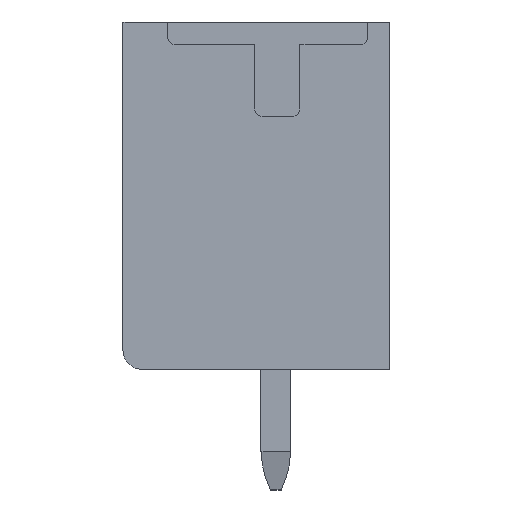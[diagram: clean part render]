
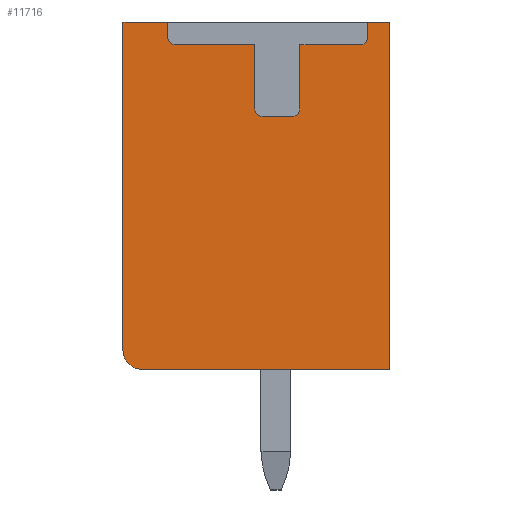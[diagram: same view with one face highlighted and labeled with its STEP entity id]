
A CAD part, left-side view. The second image highlights one B-rep face of the part: STEP entity #11716.
In plain terms, the highlighted planar face has unit normal (-1, 0, 0).
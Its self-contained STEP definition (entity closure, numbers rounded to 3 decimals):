
#10531=AXIS2_PLACEMENT_3D('Circle Axis2P3D',#10529,#10530,$) ;
#10713=AXIS2_PLACEMENT_3D('Circle Axis2P3D',#10711,#10712,$) ;
#10761=AXIS2_PLACEMENT_3D('Circle Axis2P3D',#10759,#10760,$) ;
#10828=AXIS2_PLACEMENT_3D('Circle Axis2P3D',#10826,#10827,$) ;
#11690=AXIS2_PLACEMENT_3D('Plane Axis2P3D',#11687,#11688,#11689) ;
#11694=AXIS2_PLACEMENT_3D('Circle Axis2P3D',#11692,#11693,$) ;
#388=CARTESIAN_POINT('Vertex',(0.3,0.,12.4)) ;
#391=CARTESIAN_POINT('Line Origine',(0.3,0.,7.8)) ;
#395=CARTESIAN_POINT('Vertex',(0.3,0.,3.2)) ;
#3701=CARTESIAN_POINT('Line Origine',(0.3,3.275,3.2)) ;
#3705=CARTESIAN_POINT('Vertex',(0.3,6.55,3.2)) ;
#4930=CARTESIAN_POINT('Vertex',(0.3,0.56,12.4)) ;
#4935=CARTESIAN_POINT('Line Origine',(0.3,0.28,12.4)) ;
#4979=CARTESIAN_POINT('Vertex',(0.3,7.05,12.4)) ;
#4982=CARTESIAN_POINT('Line Origine',(0.3,6.455,12.4)) ;
#4986=CARTESIAN_POINT('Vertex',(0.3,5.86,12.4)) ;
#10524=CARTESIAN_POINT('Vertex',(0.3,5.86,12.)) ;
#10529=CARTESIAN_POINT('Axis2P3D Location',(0.3,5.66,12.)) ;
#10533=CARTESIAN_POINT('Vertex',(0.3,5.66,11.8)) ;
#10560=CARTESIAN_POINT('Line Origine',(0.3,5.86,12.2)) ;
#10582=CARTESIAN_POINT('Line Origine',(0.3,4.61,11.8)) ;
#10586=CARTESIAN_POINT('Vertex',(0.3,3.56,11.8)) ;
#10687=CARTESIAN_POINT('Line Origine',(0.3,3.56,10.95)) ;
#10691=CARTESIAN_POINT('Vertex',(0.3,3.56,10.1)) ;
#10711=CARTESIAN_POINT('Axis2P3D Location',(0.3,3.36,10.1)) ;
#10715=CARTESIAN_POINT('Vertex',(0.3,3.36,9.9)) ;
#10735=CARTESIAN_POINT('Line Origine',(0.3,2.96,9.9)) ;
#10739=CARTESIAN_POINT('Vertex',(0.3,2.56,9.9)) ;
#10759=CARTESIAN_POINT('Axis2P3D Location',(0.3,2.56,10.1)) ;
#10763=CARTESIAN_POINT('Vertex',(0.3,2.36,10.1)) ;
#10783=CARTESIAN_POINT('Line Origine',(0.3,2.36,10.95)) ;
#10787=CARTESIAN_POINT('Vertex',(0.3,2.36,11.8)) ;
#10802=CARTESIAN_POINT('Line Origine',(0.3,1.56,11.8)) ;
#10806=CARTESIAN_POINT('Vertex',(0.3,0.76,11.8)) ;
#10826=CARTESIAN_POINT('Axis2P3D Location',(0.3,0.76,12.)) ;
#10830=CARTESIAN_POINT('Vertex',(0.3,0.56,12.)) ;
#10850=CARTESIAN_POINT('Line Origine',(0.3,0.56,12.2)) ;
#11672=CARTESIAN_POINT('Vertex',(0.3,7.05,3.7)) ;
#11675=CARTESIAN_POINT('Line Origine',(0.3,7.05,8.05)) ;
#11687=CARTESIAN_POINT('Axis2P3D Location',(0.3,0.,0.)) ;
#11692=CARTESIAN_POINT('Axis2P3D Location',(0.3,6.55,3.7)) ;
#392=DIRECTION('Vector Direction',(0.,0.,-1.)) ;
#3702=DIRECTION('Vector Direction',(0.,1.,0.)) ;
#4936=DIRECTION('Vector Direction',(0.,-1.,0.)) ;
#4983=DIRECTION('Vector Direction',(0.,-1.,0.)) ;
#10530=DIRECTION('Axis2P3D Direction',(-1.,0.,0.)) ;
#10561=DIRECTION('Vector Direction',(0.,0.,1.)) ;
#10583=DIRECTION('Vector Direction',(0.,1.,0.)) ;
#10688=DIRECTION('Vector Direction',(0.,0.,1.)) ;
#10712=DIRECTION('Axis2P3D Direction',(-1.,0.,0.)) ;
#10736=DIRECTION('Vector Direction',(0.,1.,0.)) ;
#10760=DIRECTION('Axis2P3D Direction',(-1.,0.,0.)) ;
#10784=DIRECTION('Vector Direction',(0.,0.,-1.)) ;
#10803=DIRECTION('Vector Direction',(0.,1.,0.)) ;
#10827=DIRECTION('Axis2P3D Direction',(-1.,0.,0.)) ;
#10851=DIRECTION('Vector Direction',(0.,0.,-1.)) ;
#11676=DIRECTION('Vector Direction',(0.,0.,1.)) ;
#11688=DIRECTION('Axis2P3D Direction',(-1.,0.,0.)) ;
#11689=DIRECTION('Axis2P3D XDirection',(0.,-1.,0.)) ;
#11693=DIRECTION('Axis2P3D Direction',(-1.,0.,0.)) ;
#393=VECTOR('Line Direction',#392,1.) ;
#3703=VECTOR('Line Direction',#3702,1.) ;
#4937=VECTOR('Line Direction',#4936,1.) ;
#4984=VECTOR('Line Direction',#4983,1.) ;
#10562=VECTOR('Line Direction',#10561,1.) ;
#10584=VECTOR('Line Direction',#10583,1.) ;
#10689=VECTOR('Line Direction',#10688,1.) ;
#10737=VECTOR('Line Direction',#10736,1.) ;
#10785=VECTOR('Line Direction',#10784,1.) ;
#10804=VECTOR('Line Direction',#10803,1.) ;
#10852=VECTOR('Line Direction',#10851,1.) ;
#11677=VECTOR('Line Direction',#11676,1.) ;
#11698=ORIENTED_EDGE('',*,*,#4988,.T.) ;
#11699=ORIENTED_EDGE('',*,*,#11679,.T.) ;
#11700=ORIENTED_EDGE('',*,*,#11696,.T.) ;
#11701=ORIENTED_EDGE('',*,*,#3707,.T.) ;
#11702=ORIENTED_EDGE('',*,*,#397,.T.) ;
#11703=ORIENTED_EDGE('',*,*,#4939,.T.) ;
#11704=ORIENTED_EDGE('',*,*,#10854,.F.) ;
#11705=ORIENTED_EDGE('',*,*,#10832,.F.) ;
#11706=ORIENTED_EDGE('',*,*,#10808,.F.) ;
#11707=ORIENTED_EDGE('',*,*,#10789,.F.) ;
#11708=ORIENTED_EDGE('',*,*,#10765,.F.) ;
#11709=ORIENTED_EDGE('',*,*,#10741,.F.) ;
#11710=ORIENTED_EDGE('',*,*,#10717,.F.) ;
#11711=ORIENTED_EDGE('',*,*,#10693,.F.) ;
#11712=ORIENTED_EDGE('',*,*,#10588,.F.) ;
#11713=ORIENTED_EDGE('',*,*,#10535,.F.) ;
#11714=ORIENTED_EDGE('',*,*,#10564,.F.) ;
#11716=ADVANCED_FACE('HOUSING',(#11715),#11691,.T.) ;
#10532=CIRCLE('generated circle',#10531,0.2) ;
#10714=CIRCLE('generated circle',#10713,0.2) ;
#10762=CIRCLE('generated circle',#10761,0.2) ;
#10829=CIRCLE('generated circle',#10828,0.2) ;
#11695=CIRCLE('generated circle',#11694,0.5) ;
#397=EDGE_CURVE('',#396,#389,#394,.F.) ;
#3707=EDGE_CURVE('',#3706,#396,#3704,.F.) ;
#4939=EDGE_CURVE('',#389,#4931,#4938,.F.) ;
#4988=EDGE_CURVE('',#4987,#4980,#4985,.F.) ;
#10535=EDGE_CURVE('',#10525,#10534,#10532,.T.) ;
#10564=EDGE_CURVE('',#4987,#10525,#10563,.F.) ;
#10588=EDGE_CURVE('',#10534,#10587,#10585,.F.) ;
#10693=EDGE_CURVE('',#10587,#10692,#10690,.F.) ;
#10717=EDGE_CURVE('',#10692,#10716,#10714,.T.) ;
#10741=EDGE_CURVE('',#10716,#10740,#10738,.F.) ;
#10765=EDGE_CURVE('',#10740,#10764,#10762,.T.) ;
#10789=EDGE_CURVE('',#10764,#10788,#10786,.F.) ;
#10808=EDGE_CURVE('',#10788,#10807,#10805,.F.) ;
#10832=EDGE_CURVE('',#10807,#10831,#10829,.T.) ;
#10854=EDGE_CURVE('',#10831,#4931,#10853,.F.) ;
#11679=EDGE_CURVE('',#4980,#11673,#11678,.F.) ;
#11696=EDGE_CURVE('',#11673,#3706,#11695,.T.) ;
#11697=EDGE_LOOP('',(#11698,#11699,#11700,#11701,#11702,#11703,#11704,#11705,#11706,#11707,#11708,#11709,#11710,#11711,#11712,#11713,#11714)) ;
#11715=FACE_OUTER_BOUND('',#11697,.T.) ;
#394=LINE('Line',#391,#393) ;
#3704=LINE('Line',#3701,#3703) ;
#4938=LINE('Line',#4935,#4937) ;
#4985=LINE('Line',#4982,#4984) ;
#10563=LINE('Line',#10560,#10562) ;
#10585=LINE('Line',#10582,#10584) ;
#10690=LINE('Line',#10687,#10689) ;
#10738=LINE('Line',#10735,#10737) ;
#10786=LINE('Line',#10783,#10785) ;
#10805=LINE('Line',#10802,#10804) ;
#10853=LINE('Line',#10850,#10852) ;
#11678=LINE('Line',#11675,#11677) ;
#11691=PLANE('',#11690) ;
#389=VERTEX_POINT('',#388) ;
#396=VERTEX_POINT('',#395) ;
#3706=VERTEX_POINT('',#3705) ;
#4931=VERTEX_POINT('',#4930) ;
#4980=VERTEX_POINT('',#4979) ;
#4987=VERTEX_POINT('',#4986) ;
#10525=VERTEX_POINT('',#10524) ;
#10534=VERTEX_POINT('',#10533) ;
#10587=VERTEX_POINT('',#10586) ;
#10692=VERTEX_POINT('',#10691) ;
#10716=VERTEX_POINT('',#10715) ;
#10740=VERTEX_POINT('',#10739) ;
#10764=VERTEX_POINT('',#10763) ;
#10788=VERTEX_POINT('',#10787) ;
#10807=VERTEX_POINT('',#10806) ;
#10831=VERTEX_POINT('',#10830) ;
#11673=VERTEX_POINT('',#11672) ;
